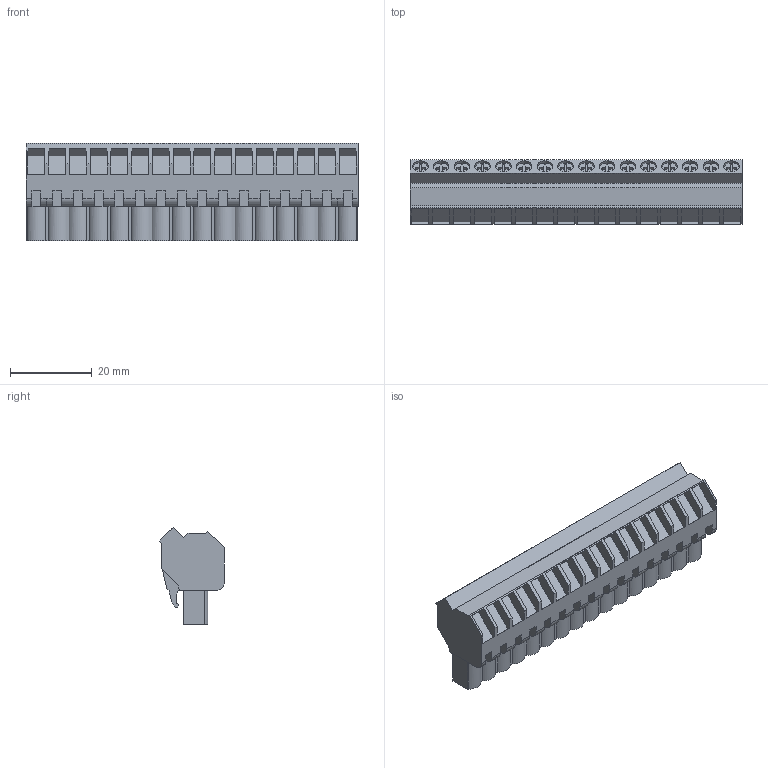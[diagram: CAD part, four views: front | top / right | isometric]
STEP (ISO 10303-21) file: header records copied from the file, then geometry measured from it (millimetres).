
FILE_DESCRIPTION(('CATIA V5 STEP Exchange','CAx-IF Rec.Pracs.--- Model Styling and Organization---1.2---2011-12-15'),'2;1');
FILE_NAME ('D1460083_0_1946700000_1946700000.stp','2017-09-23T15:27:42+00:00',('none'),('Weidmueller'),'CATIA Version 5-6 Release 2014','CATIA V5 STEP AP214','none');
FILE_SCHEMA(('AUTOMOTIVE_DESIGN { 1 0 10303 214 1 1 1 1 }'));
Length unit declared in the file: millimetre
Products named in the file (1): 1946700000
Bounding box: 81.28 x 15.88 x 23.77 mm (x, y, z)
Volume: 17426.2 mm3; surface area: 9355.6 mm2
Topology: 17 solids, 17 shells, 848 faces, 2455 edges, 1674 vertices
Faces by surface type: plane 677, cylinder 167, extrusion 4
Entity records: 25827 total; most frequent: ORIENTED_EDGE 4910, CARTESIAN_POINT 4897, DIRECTION 3367, EDGE_CURVE 2455, VECTOR 2055, LINE 2051, VERTEX_POINT 1674, EDGE_LOOP 881
